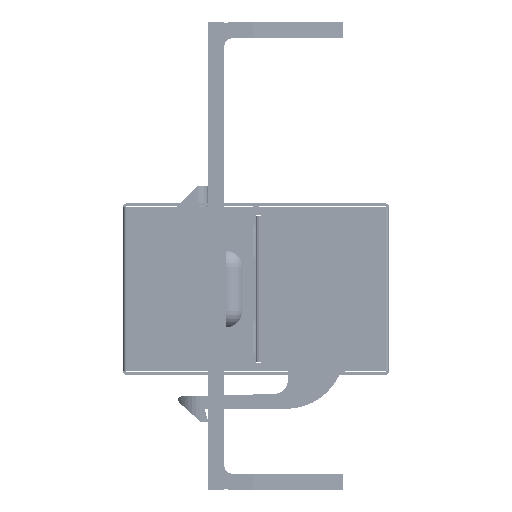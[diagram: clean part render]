
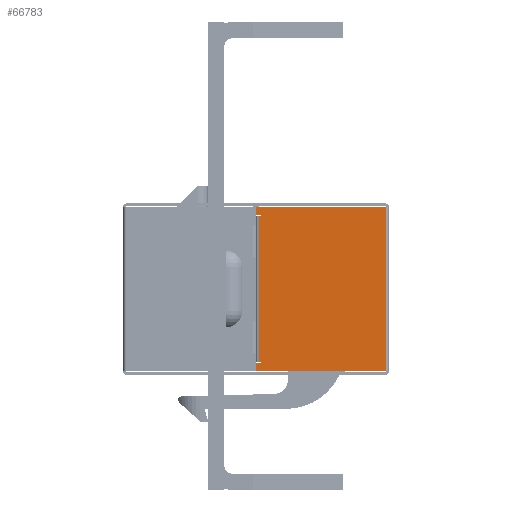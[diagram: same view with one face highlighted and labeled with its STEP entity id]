
A CAD part, left-side view. The second image highlights one B-rep face of the part: STEP entity #66783.
In plain terms, the highlighted face is planar.
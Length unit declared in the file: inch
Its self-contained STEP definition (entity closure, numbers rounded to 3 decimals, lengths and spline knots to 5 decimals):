
#851 = ORIENTED_EDGE ( 'NONE', *, *, #5385, .F. ) ;
#1168 = VECTOR ( 'NONE', #54872, 39.37008 ) ;
#1605 = DIRECTION ( 'NONE',  ( 1., 0., 0. ) ) ;
#1841 = EDGE_CURVE ( 'NONE', #43120, #20032, #30783, .T. ) ;
#2888 = VECTOR ( 'NONE', #36663, 39.37008 ) ;
#3917 = PLANE ( 'NONE',  #31772 ) ;
#4150 = FACE_OUTER_BOUND ( 'NONE', #57769, .T. ) ;
#4401 = DIRECTION ( 'NONE',  ( 0., 0., 1. ) ) ;
#5321 = DIRECTION ( 'NONE',  ( 1., 0., 0. ) ) ;
#5385 = EDGE_CURVE ( 'NONE', #18961, #21804, #71584, .T. ) ;
#5722 = LINE ( 'NONE', #11391, #48069 ) ;
#6875 = DIRECTION ( 'NONE',  ( 0., 0., -1. ) ) ;
#7037 = EDGE_CURVE ( 'NONE', #46421, #69441, #73140, .T. ) ;
#8786 = CARTESIAN_POINT ( 'NONE',  ( 0.30394, -0.2874, -0.48228 ) ) ;
#9444 = EDGE_CURVE ( 'NONE', #21804, #12882, #61729, .T. ) ;
#11391 = CARTESIAN_POINT ( 'NONE',  ( -0.2685, -0.2874, -0.47146 ) ) ;
#11832 = EDGE_CURVE ( 'NONE', #14546, #20032, #52258, .T. ) ;
#12453 = CARTESIAN_POINT ( 'NONE',  ( 0.2685, -0.2874, -0.47146 ) ) ;
#12882 = VERTEX_POINT ( 'NONE', #12453 ) ;
#13149 = CARTESIAN_POINT ( 'NONE',  ( 0.30394, -0.2874, -0.00315 ) ) ;
#14017 = EDGE_CURVE ( 'NONE', #48152, #14546, #67328, .T. ) ;
#14546 = VERTEX_POINT ( 'NONE', #73010 ) ;
#16006 = CARTESIAN_POINT ( 'NONE',  ( 0.27096, -0.2874, -0.46654 ) ) ;
#17090 = CARTESIAN_POINT ( 'NONE',  ( -0.27096, -0.2874, -0.46654 ) ) ;
#17561 = CARTESIAN_POINT ( 'NONE',  ( -0.30394, -0.2874, -0.48228 ) ) ;
#18815 = CARTESIAN_POINT ( 'NONE',  ( 0.27343, -0.2874, -0.48228 ) ) ;
#18848 = ORIENTED_EDGE ( 'NONE', *, *, #9444, .F. ) ;
#18961 = VERTEX_POINT ( 'NONE', #44143 ) ;
#19462 = CARTESIAN_POINT ( 'NONE',  ( -0.30394, -0.2874, -0.00315 ) ) ;
#20032 = VERTEX_POINT ( 'NONE', #13149 ) ;
#21742 = ORIENTED_EDGE ( 'NONE', *, *, #55769, .T. ) ;
#21746 = DIRECTION ( 'NONE',  ( 0., 0., 1. ) ) ;
#21804 = VERTEX_POINT ( 'NONE', #68705 ) ;
#22814 = DIRECTION ( 'NONE',  ( 0., 0., 1. ) ) ;
#23009 = ORIENTED_EDGE ( 'NONE', *, *, #7037, .F. ) ;
#24390 = ORIENTED_EDGE ( 'NONE', *, *, #14017, .T. ) ;
#27297 = ORIENTED_EDGE ( 'NONE', *, *, #57871, .F. ) ;
#28210 = CARTESIAN_POINT ( 'NONE',  ( 0.30394, -0.2874, -0.48228 ) ) ;
#28658 = AXIS2_PLACEMENT_3D ( 'NONE', #16006, #56322, #21746 ) ;
#28981 = CARTESIAN_POINT ( 'NONE',  ( 0.30394, -0.2874, 0. ) ) ;
#29075 = ORIENTED_EDGE ( 'NONE', *, *, #11832, .T. ) ;
#29343 = VERTEX_POINT ( 'NONE', #30235 ) ;
#29771 = CARTESIAN_POINT ( 'NONE',  ( -0.27343, -0.2874, 0. ) ) ;
#30235 = CARTESIAN_POINT ( 'NONE',  ( -0.2685, -0.2874, -0.46654 ) ) ;
#30387 = ORIENTED_EDGE ( 'NONE', *, *, #35405, .F. ) ;
#30441 = VERTEX_POINT ( 'NONE', #46952 ) ;
#30783 = LINE ( 'NONE', #36112, #59662 ) ;
#31060 = VECTOR ( 'NONE', #44750, 39.37008 ) ;
#31067 = VECTOR ( 'NONE', #47782, 39.37008 ) ;
#31772 = AXIS2_PLACEMENT_3D ( 'NONE', #73402, #38910, #4401 ) ;
#32387 = CARTESIAN_POINT ( 'NONE',  ( -0.30394, -0.2874, -0.48228 ) ) ;
#33525 = AXIS2_PLACEMENT_3D ( 'NONE', #17090, #57390, #22814 ) ;
#35405 = EDGE_CURVE ( 'NONE', #30441, #29343, #48230, .T. ) ;
#36112 = CARTESIAN_POINT ( 'NONE',  ( 0.30394, -0.2874, -0.00315 ) ) ;
#36453 = ORIENTED_EDGE ( 'NONE', *, *, #57947, .T. ) ;
#36663 = DIRECTION ( 'NONE',  ( 0., 0., 1. ) ) ;
#38910 = DIRECTION ( 'NONE',  ( 0., 1., 0. ) ) ;
#39365 = VERTEX_POINT ( 'NONE', #32387 ) ;
#40605 = DIRECTION ( 'NONE',  ( 0., 0., 1. ) ) ;
#40684 = VECTOR ( 'NONE', #6875, 39.37008 ) ;
#41631 = ORIENTED_EDGE ( 'NONE', *, *, #45007, .T. ) ;
#42014 = CARTESIAN_POINT ( 'NONE',  ( -0.2685, -0.2874, 0. ) ) ;
#43120 = VERTEX_POINT ( 'NONE', #19462 ) ;
#44143 = CARTESIAN_POINT ( 'NONE',  ( 0.27343, -0.2874, -0.46654 ) ) ;
#44482 = CARTESIAN_POINT ( 'NONE',  ( -0.27343, -0.2874, -0.48228 ) ) ;
#44750 = DIRECTION ( 'NONE',  ( 0., 0., -1. ) ) ;
#45007 = EDGE_CURVE ( 'NONE', #30441, #12882, #5722, .T. ) ;
#46160 = DIRECTION ( 'NONE',  ( 1., 0., 0. ) ) ;
#46421 = VERTEX_POINT ( 'NONE', #56705 ) ;
#46678 = VECTOR ( 'NONE', #69487, 39.37008 ) ;
#46952 = CARTESIAN_POINT ( 'NONE',  ( -0.2685, -0.2874, -0.47146 ) ) ;
#47782 = DIRECTION ( 'NONE',  ( 0., 0., 1. ) ) ;
#48069 = VECTOR ( 'NONE', #46160, 39.37008 ) ;
#48152 = VERTEX_POINT ( 'NONE', #18815 ) ;
#48230 = LINE ( 'NONE', #42014, #31067 ) ;
#48815 = LINE ( 'NONE', #65346, #2888 ) ;
#51987 = VECTOR ( 'NONE', #5321, 39.37008 ) ;
#52258 = LINE ( 'NONE', #28981, #67586 ) ;
#54108 = ORIENTED_EDGE ( 'NONE', *, *, #1841, .F. ) ;
#54872 = DIRECTION ( 'NONE',  ( 1., 0., 0. ) ) ;
#55769 = EDGE_CURVE ( 'NONE', #39365, #69441, #74159, .T. ) ;
#56322 = DIRECTION ( 'NONE',  ( 0., -1., 0. ) ) ;
#56705 = CARTESIAN_POINT ( 'NONE',  ( -0.27343, -0.2874, -0.46654 ) ) ;
#57390 = DIRECTION ( 'NONE',  ( 0., -1., 0. ) ) ;
#57509 = ORIENTED_EDGE ( 'NONE', *, *, #69234, .F. ) ;
#57769 = EDGE_LOOP ( 'NONE', ( #23009, #27297, #30387, #41631, #18848, #851, #57509, #24390, #29075, #54108, #36453, #21742 ) ) ;
#57871 = EDGE_CURVE ( 'NONE', #29343, #46421, #71024, .T. ) ;
#57947 = EDGE_CURVE ( 'NONE', #43120, #39365, #62001, .T. ) ;
#59662 = VECTOR ( 'NONE', #1605, 39.37008 ) ;
#61729 = LINE ( 'NONE', #67614, #31060 ) ;
#62001 = LINE ( 'NONE', #17561, #46678 ) ;
#65346 = CARTESIAN_POINT ( 'NONE',  ( 0.27343, -0.2874, 0. ) ) ;
#66783 = ADVANCED_FACE ( 'NONE', ( #4150 ), #3917, .F. ) ;
#67328 = LINE ( 'NONE', #28210, #51987 ) ;
#67586 = VECTOR ( 'NONE', #40605, 39.37008 ) ;
#67614 = CARTESIAN_POINT ( 'NONE',  ( 0.2685, -0.2874, 0. ) ) ;
#68705 = CARTESIAN_POINT ( 'NONE',  ( 0.2685, -0.2874, -0.46654 ) ) ;
#69234 = EDGE_CURVE ( 'NONE', #48152, #18961, #48815, .T. ) ;
#69441 = VERTEX_POINT ( 'NONE', #44482 ) ;
#69487 = DIRECTION ( 'NONE',  ( 0., 0., -1. ) ) ;
#71024 = CIRCLE ( 'NONE', #33525, 0.00246 ) ;
#71584 = CIRCLE ( 'NONE', #28658, 0.00246 ) ;
#73010 = CARTESIAN_POINT ( 'NONE',  ( 0.30394, -0.2874, -0.48228 ) ) ;
#73140 = LINE ( 'NONE', #29771, #40684 ) ;
#73402 = CARTESIAN_POINT ( 'NONE',  ( 0.30394, -0.2874, 0. ) ) ;
#74159 = LINE ( 'NONE', #8786, #1168 ) ;
